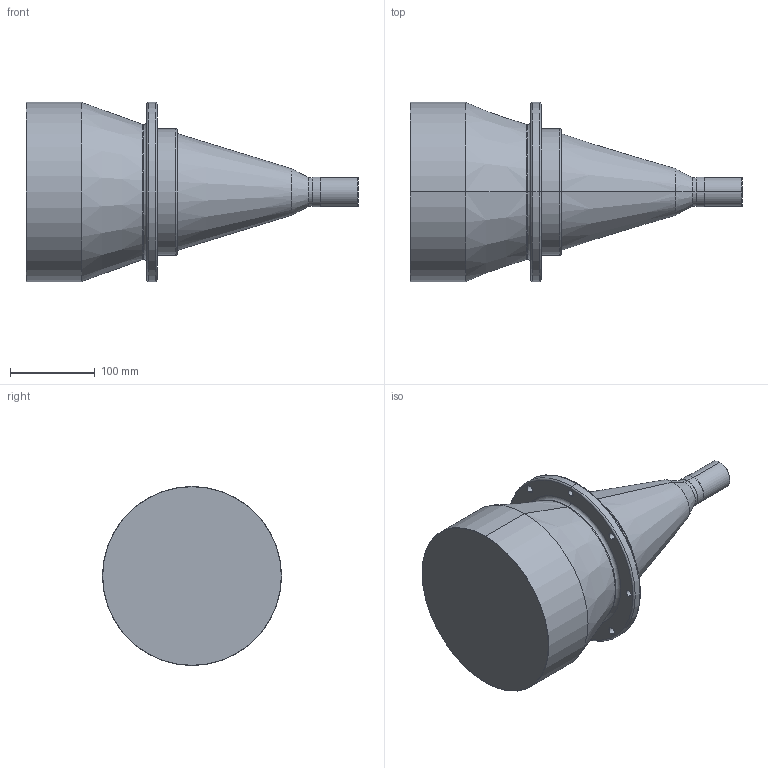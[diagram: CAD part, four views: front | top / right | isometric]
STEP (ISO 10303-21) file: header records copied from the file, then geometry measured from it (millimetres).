
FILE_DESCRIPTION (( 'STEP AP203' ), '1' );
FILE_NAME ('DTCL-170-xW-y.STEP', '2020-08-26T06:21:12', ( 'Windows User' ), ( 'P R C' ), 'SwSTEP 2.0', 'SolidWorks 2017', '' );
FILE_SCHEMA (( 'CONFIG_CONTROL_DESIGN' ));
Length unit declared in the file: millimetre
Products named in the file (1): DTCL-170-xW-y
Bounding box: 392.8 x 212 x 212 mm (x, y, z)
Volume: 6372774.2 mm3; surface area: 233947.6 mm2
Topology: 1 solids, 1 shells, 55 faces, 124 edges, 76 vertices
Faces by surface type: cylinder 28, torus 10, cone 10, plane 7
Entity records: 1673 total; most frequent: DIRECTION 322, CARTESIAN_POINT 256, ORIENTED_EDGE 248, AXIS2_PLACEMENT_3D 142, EDGE_CURVE 124, CIRCLE 86, EDGE_LOOP 76, VERTEX_POINT 76
